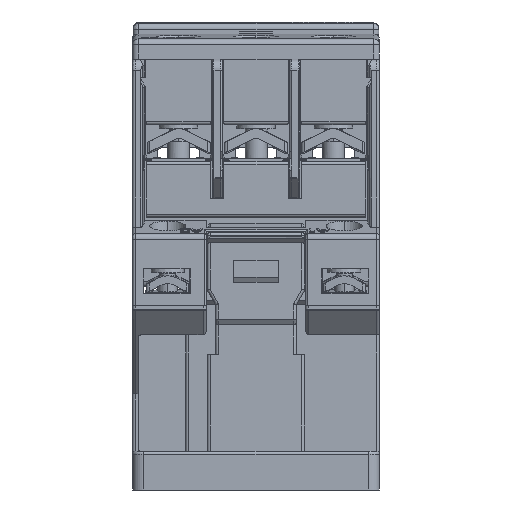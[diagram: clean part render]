
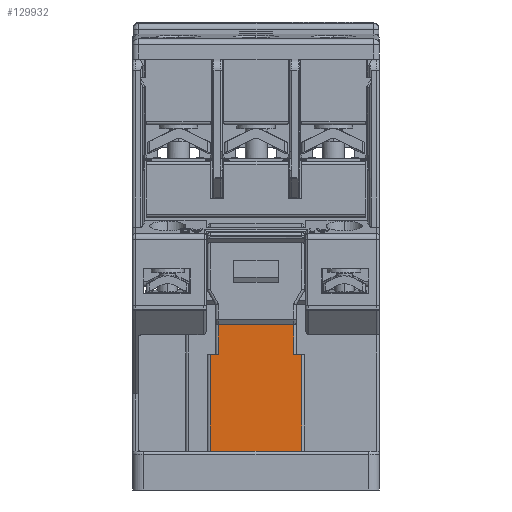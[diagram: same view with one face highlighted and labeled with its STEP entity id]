
A CAD part, front view. The second image highlights one B-rep face of the part: STEP entity #129932.
In plain terms, the highlighted planar face has unit normal (0, -1, 0).
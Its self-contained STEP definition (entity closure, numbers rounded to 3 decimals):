
#723 = LINE ( 'NONE', #22946, #11296 ) ;
#748 = LINE ( 'NONE', #23485, #10799 ) ;
#938 = LINE ( 'NONE', #68062, #124157 ) ;
#953 = LINE ( 'NONE', #66938, #124210 ) ;
#997 = LINE ( 'NONE', #67843, #124164 ) ;
#1002 = LINE ( 'NONE', #66726, #123396 ) ;
#1030 = LINE ( 'NONE', #60250, #124529 ) ;
#3163 = AXIS2_PLACEMENT_3D ( 'NONE', #7005, #7006, #7007 ) ;
#7004 = PLANE ( 'NONE',  #3163 ) ;
#7005 = CARTESIAN_POINT ( 'NONE',  ( 0.001, -38.113, 29.932 ) ) ;
#7006 = DIRECTION ( 'NONE',  ( 0., 1., 0. ) ) ;
#7007 = DIRECTION ( 'NONE',  ( 0., 0., 1. ) ) ;
#9593 = EDGE_CURVE ( 'NONE', #114853, #114792, #723, .T. ) ;
#9632 = EDGE_CURVE ( 'NONE', #114773, #114809, #748, .T. ) ;
#9939 = EDGE_CURVE ( 'NONE', #114822, #114814, #938, .T. ) ;
#9983 = EDGE_CURVE ( 'NONE', #114814, #112494, #953, .T. ) ;
#10076 = EDGE_CURVE ( 'NONE', #113799, #114853, #997, .T. ) ;
#10093 = EDGE_CURVE ( 'NONE', #114809, #114822, #1002, .T. ) ;
#10175 = EDGE_CURVE ( 'NONE', #114792, #114773, #1030, .T. ) ;
#10799 = VECTOR ( 'NONE', #23480, 1000. ) ;
#11129 = EDGE_CURVE ( 'NONE', #112494, #113799, #19052, .T. ) ;
#11296 = VECTOR ( 'NONE', #22945, 1000. ) ;
#19052 = LINE ( 'NONE', #55728, #131803 ) ;
#22945 = DIRECTION ( 'NONE',  ( 1., 0., 0. ) ) ;
#22946 = CARTESIAN_POINT ( 'NONE',  ( 0.001, -38.113, 24.516 ) ) ;
#23480 = DIRECTION ( 'NONE',  ( -1., 0., 0. ) ) ;
#23485 = CARTESIAN_POINT ( 'NONE',  ( 0.001, -38.113, 6.963 ) ) ;
#55726 = DIRECTION ( 'NONE',  ( 1., 0., 0. ) ) ;
#55728 = CARTESIAN_POINT ( 'NONE',  ( 0.001, -38.113, 29.868 ) ) ;
#60250 = CARTESIAN_POINT ( 'NONE',  ( 8.325, -38.113, 29.932 ) ) ;
#60362 = DIRECTION ( 'NONE',  ( 0., 0., -1. ) ) ;
#66721 = DIRECTION ( 'NONE',  ( 0., 0., 1. ) ) ;
#66726 = CARTESIAN_POINT ( 'NONE',  ( -8.324, -38.113, 29.932 ) ) ;
#66740 = DIRECTION ( 'NONE',  ( 0., 0., 1. ) ) ;
#66938 = CARTESIAN_POINT ( 'NONE',  ( -6.82, -38.113, 29.932 ) ) ;
#67843 = CARTESIAN_POINT ( 'NONE',  ( 6.821, -38.113, 29.932 ) ) ;
#67862 = DIRECTION ( 'NONE',  ( 0., 0., -1. ) ) ;
#68061 = DIRECTION ( 'NONE',  ( 1., 0., 0. ) ) ;
#68062 = CARTESIAN_POINT ( 'NONE',  ( 0.001, -38.113, 24.516 ) ) ;
#88691 = ORIENTED_EDGE ( 'NONE', *, *, #9983, .F. ) ;
#88694 = ORIENTED_EDGE ( 'NONE', *, *, #9632, .F. ) ;
#88696 = ORIENTED_EDGE ( 'NONE', *, *, #9939, .F. ) ;
#88698 = ORIENTED_EDGE ( 'NONE', *, *, #10093, .F. ) ;
#88700 = ORIENTED_EDGE ( 'NONE', *, *, #10076, .F. ) ;
#88702 = ORIENTED_EDGE ( 'NONE', *, *, #10175, .F. ) ;
#88703 = ORIENTED_EDGE ( 'NONE', *, *, #9593, .F. ) ;
#88705 = ORIENTED_EDGE ( 'NONE', *, *, #11129, .F. ) ;
#92082 = CARTESIAN_POINT ( 'NONE',  ( -6.82, -38.113, 29.868 ) ) ;
#93046 = CARTESIAN_POINT ( 'NONE',  ( 6.821, -38.113, 29.868 ) ) ;
#96209 = CARTESIAN_POINT ( 'NONE',  ( 8.325, -38.113, 6.963 ) ) ;
#96228 = CARTESIAN_POINT ( 'NONE',  ( 8.325, -38.113, 24.516 ) ) ;
#96245 = CARTESIAN_POINT ( 'NONE',  ( -8.324, -38.113, 6.963 ) ) ;
#96250 = CARTESIAN_POINT ( 'NONE',  ( -6.82, -38.113, 24.516 ) ) ;
#96258 = CARTESIAN_POINT ( 'NONE',  ( -8.324, -38.113, 24.516 ) ) ;
#96289 = CARTESIAN_POINT ( 'NONE',  ( 6.821, -38.113, 24.516 ) ) ;
#112494 = VERTEX_POINT ( 'NONE', #92082 ) ;
#113799 = VERTEX_POINT ( 'NONE', #93046 ) ;
#114773 = VERTEX_POINT ( 'NONE', #96209 ) ;
#114792 = VERTEX_POINT ( 'NONE', #96228 ) ;
#114809 = VERTEX_POINT ( 'NONE', #96245 ) ;
#114814 = VERTEX_POINT ( 'NONE', #96250 ) ;
#114822 = VERTEX_POINT ( 'NONE', #96258 ) ;
#114853 = VERTEX_POINT ( 'NONE', #96289 ) ;
#120827 = EDGE_LOOP ( 'NONE', ( #88691, #88696, #88698, #88694, #88702, #88703, #88700, #88705 ) ) ;
#123396 = VECTOR ( 'NONE', #66740, 1000. ) ;
#124157 = VECTOR ( 'NONE', #68061, 1000. ) ;
#124164 = VECTOR ( 'NONE', #67862, 1000. ) ;
#124210 = VECTOR ( 'NONE', #66721, 1000. ) ;
#124529 = VECTOR ( 'NONE', #60362, 1000. ) ;
#129932 = ADVANCED_FACE ( 'NONE', ( #133722 ), #7004, .F. ) ;
#131803 = VECTOR ( 'NONE', #55726, 1000. ) ;
#133722 = FACE_OUTER_BOUND ( 'NONE', #120827, .T. ) ;
